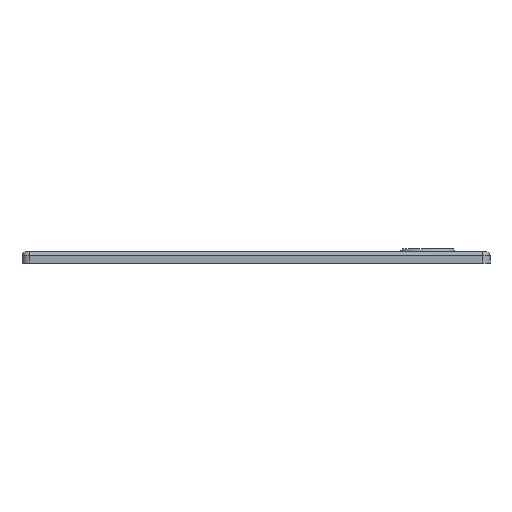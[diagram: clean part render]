
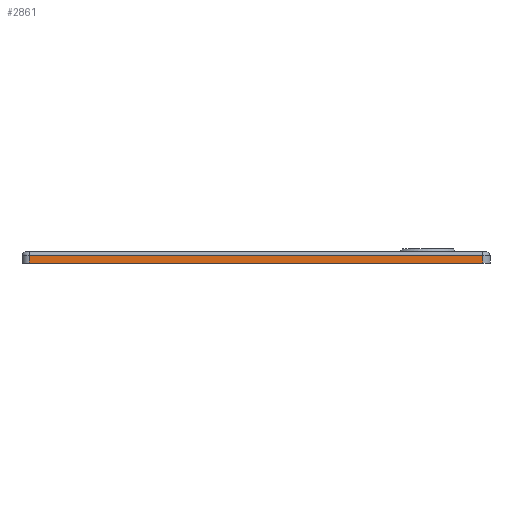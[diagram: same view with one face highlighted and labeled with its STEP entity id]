
A CAD part, front view. The second image highlights one B-rep face of the part: STEP entity #2861.
In plain terms, the highlighted planar face has unit normal (0, -1, 0).
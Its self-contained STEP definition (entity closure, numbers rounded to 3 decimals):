
#971 = VERTEX_POINT('',#972);
#972 = CARTESIAN_POINT('',(118.,-5.,55.));
#1020 = EDGE_CURVE('',#971,#1021,#1023,.T.);
#1021 = VERTEX_POINT('',#1022);
#1022 = CARTESIAN_POINT('',(-3.,-5.,55.));
#1023 = LINE('',#1024,#1025);
#1024 = CARTESIAN_POINT('',(118.,-5.,55.));
#1025 = VECTOR('',#1026,1.);
#1026 = DIRECTION('',(-1.,0.,0.));
#2564 = VERTEX_POINT('',#2565);
#2565 = CARTESIAN_POINT('',(-3.,-5.,53.));
#2572 = EDGE_CURVE('',#2573,#2564,#2575,.T.);
#2573 = VERTEX_POINT('',#2574);
#2574 = CARTESIAN_POINT('',(118.,-5.,53.));
#2575 = LINE('',#2576,#2577);
#2576 = CARTESIAN_POINT('',(120.,-5.,53.));
#2577 = VECTOR('',#2578,1.);
#2578 = DIRECTION('',(-1.,0.,0.));
#2833 = EDGE_CURVE('',#2573,#971,#2834,.T.);
#2834 = LINE('',#2835,#2836);
#2835 = CARTESIAN_POINT('',(118.,-5.,53.));
#2836 = VECTOR('',#2837,1.);
#2837 = DIRECTION('',(0.,0.,1.));
#2861 = ADVANCED_FACE('',(#2862),#2873,.T.);
#2862 = FACE_BOUND('',#2863,.T.);
#2863 = EDGE_LOOP('',(#2864,#2865,#2866,#2872));
#2864 = ORIENTED_EDGE('',*,*,#2833,.T.);
#2865 = ORIENTED_EDGE('',*,*,#1020,.T.);
#2866 = ORIENTED_EDGE('',*,*,#2867,.F.);
#2867 = EDGE_CURVE('',#2564,#1021,#2868,.T.);
#2868 = LINE('',#2869,#2870);
#2869 = CARTESIAN_POINT('',(-3.,-5.,53.));
#2870 = VECTOR('',#2871,1.);
#2871 = DIRECTION('',(0.,0.,1.));
#2872 = ORIENTED_EDGE('',*,*,#2572,.F.);
#2873 = PLANE('',#2874);
#2874 = AXIS2_PLACEMENT_3D('',#2875,#2876,#2877);
#2875 = CARTESIAN_POINT('',(120.,-5.,53.));
#2876 = DIRECTION('',(0.,-1.,0.));
#2877 = DIRECTION('',(-1.,0.,0.));
